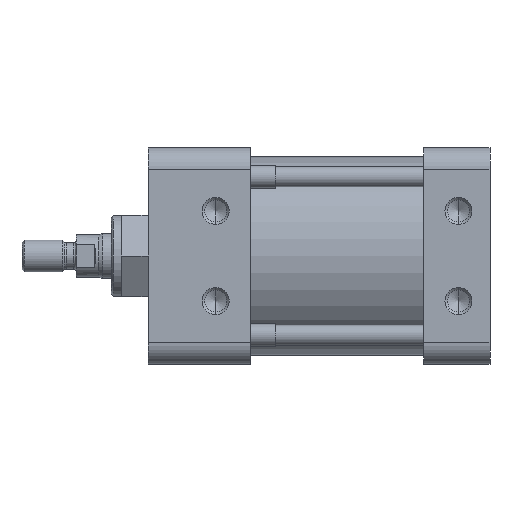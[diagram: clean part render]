
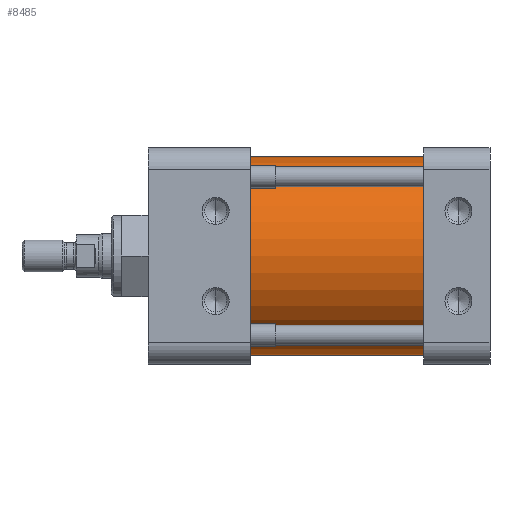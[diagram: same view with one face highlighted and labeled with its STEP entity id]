
A CAD part, front view. The second image highlights one B-rep face of the part: STEP entity #8485.
In plain terms, the highlighted cylindrical face has radius 34.925 mm (diameter 69.85 mm), a partial arc.
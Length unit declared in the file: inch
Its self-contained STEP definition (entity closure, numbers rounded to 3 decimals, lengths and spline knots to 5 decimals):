
#146 = CARTESIAN_POINT ( 'NONE',  ( 1.42, 0., 1.375 ) ) ;
#1353 = CARTESIAN_POINT ( 'NONE',  ( 3.826, 0., 0. ) ) ;
#2293 = DIRECTION ( 'NONE',  ( 1., 0., 0. ) ) ;
#2425 = DIRECTION ( 'NONE',  ( 0., 0., -1. ) ) ;
#2722 = CYLINDRICAL_SURFACE ( 'NONE', #12650, 1.375 ) ;
#2727 = DIRECTION ( 'NONE',  ( 1., 0., 0. ) ) ;
#4356 = DIRECTION ( 'NONE',  ( 1., 0., 0. ) ) ;
#4464 = CARTESIAN_POINT ( 'NONE',  ( 3.826, 0., 0. ) ) ;
#4509 = EDGE_CURVE ( 'NONE', #9340, #12008, #5316, .T. ) ;
#5297 = ORIENTED_EDGE ( 'NONE', *, *, #6781, .F. ) ;
#5316 = LINE ( 'NONE', #6036, #8332 ) ;
#6036 = CARTESIAN_POINT ( 'NONE',  ( 3.826, 0., -1.375 ) ) ;
#6781 = EDGE_CURVE ( 'NONE', #10387, #10991, #12873, .T. ) ;
#7185 = EDGE_LOOP ( 'NONE', ( #5297, #11880, #12497, #11214 ) ) ;
#7440 = FACE_OUTER_BOUND ( 'NONE', #7185, .T. ) ;
#8332 = VECTOR ( 'NONE', #12754, 39.37008 ) ;
#8485 = ADVANCED_FACE ( 'NONE', ( #7440 ), #2722, .T. ) ;
#8829 = CARTESIAN_POINT ( 'NONE',  ( 3.826, 0., 1.375 ) ) ;
#9153 = DIRECTION ( 'NONE',  ( -1., 0., 0. ) ) ;
#9340 = VERTEX_POINT ( 'NONE', #14164 ) ;
#9451 = CARTESIAN_POINT ( 'NONE',  ( 1.42, 0., 0. ) ) ;
#9910 = VECTOR ( 'NONE', #4356, 39.37008 ) ;
#10387 = VERTEX_POINT ( 'NONE', #146 ) ;
#10595 = DIRECTION ( 'NONE',  ( 0., 0., -1. ) ) ;
#10991 = VERTEX_POINT ( 'NONE', #11274 ) ;
#11214 = ORIENTED_EDGE ( 'NONE', *, *, #12142, .T. ) ;
#11274 = CARTESIAN_POINT ( 'NONE',  ( 3.826, 0., 1.375 ) ) ;
#11315 = DIRECTION ( 'NONE',  ( 0., 0., -1. ) ) ;
#11880 = ORIENTED_EDGE ( 'NONE', *, *, #12310, .T. ) ;
#11946 = AXIS2_PLACEMENT_3D ( 'NONE', #1353, #9153, #2425 ) ;
#12008 = VERTEX_POINT ( 'NONE', #13468 ) ;
#12142 = EDGE_CURVE ( 'NONE', #12008, #10991, #12617, .T. ) ;
#12310 = EDGE_CURVE ( 'NONE', #10387, #9340, #13639, .T. ) ;
#12376 = AXIS2_PLACEMENT_3D ( 'NONE', #9451, #2727, #10595 ) ;
#12497 = ORIENTED_EDGE ( 'NONE', *, *, #4509, .T. ) ;
#12617 = CIRCLE ( 'NONE', #11946, 1.375 ) ;
#12650 = AXIS2_PLACEMENT_3D ( 'NONE', #4464, #2293, #11315 ) ;
#12754 = DIRECTION ( 'NONE',  ( 1., 0., 0. ) ) ;
#12873 = LINE ( 'NONE', #8829, #9910 ) ;
#13468 = CARTESIAN_POINT ( 'NONE',  ( 3.826, 0., -1.375 ) ) ;
#13639 = CIRCLE ( 'NONE', #12376, 1.375 ) ;
#14164 = CARTESIAN_POINT ( 'NONE',  ( 1.42, 0., -1.375 ) ) ;
